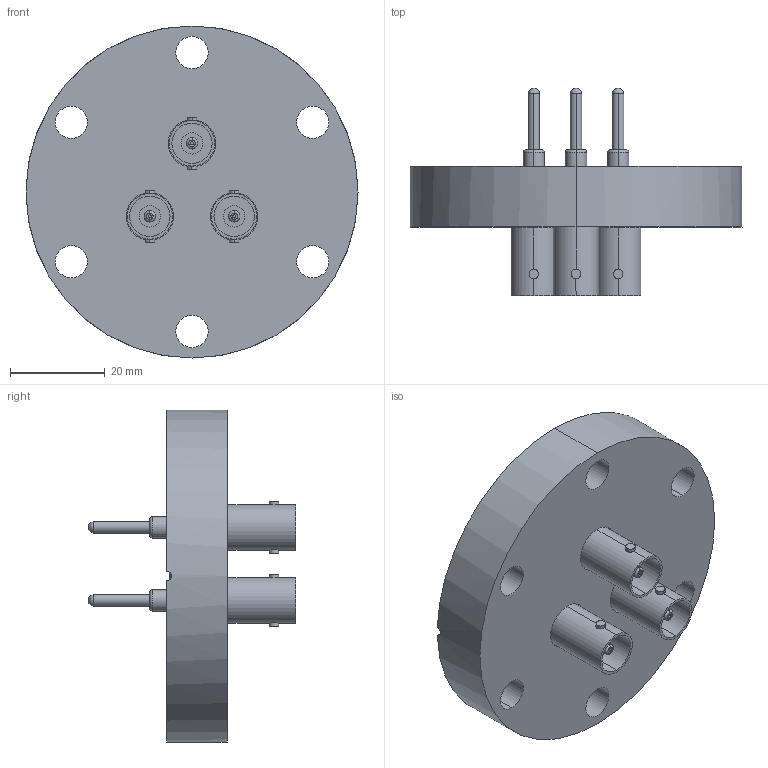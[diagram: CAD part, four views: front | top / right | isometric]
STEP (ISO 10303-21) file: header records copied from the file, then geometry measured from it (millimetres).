
FILE_DESCRIPTION (( 'STEP AP214' ), '1' );
FILE_NAME ('242-BNC50-C40-3.step', '2025-02-18T20:44:03', ( '' ), ( '' ), 'SwSTEP 2.0', 'SolidWorks 2022', '' );
FILE_SCHEMA (( 'AUTOMOTIVE_DESIGN' ));
Length unit declared in the file: millimetre
Products named in the file (3): 9411-C40-9.6-3_411-CB40; 242-BNC50-I; 242-BNC50-C40-3
Assembly tree (4 placements, depth 2):
  242-BNC50-C40-3
    9411-C40-9.6-3_411-CB40
    242-BNC50-I  x3
Bounding box: 69.9 x 43.75 x 69.9 mm (x, y, z)
Volume: 41095.6 mm3; surface area: 18067.1 mm2
Topology: 1 solids, 7 shells, 149 faces, 332 edges, 206 vertices
Faces by surface type: cylinder 90, plane 37, torus 12, bspline 6, cone 4
Entity records: 2519 total; most frequent: CARTESIAN_POINT 535, DIRECTION 444, ORIENTED_EDGE 350, AXIS2_PLACEMENT_3D 193, EDGE_CURVE 176, VERTEX_POINT 114, CIRCLE 110, EDGE_LOOP 105
